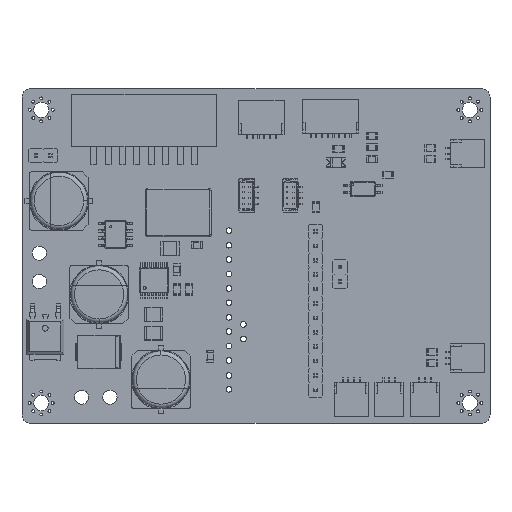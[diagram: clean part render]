
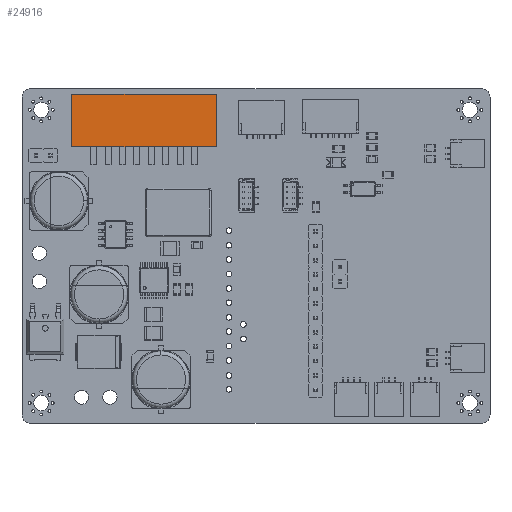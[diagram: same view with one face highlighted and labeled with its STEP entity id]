
A CAD part, top view. The second image highlights one B-rep face of the part: STEP entity #24916.
In plain terms, the highlighted planar face has unit normal (0, 0, 1).
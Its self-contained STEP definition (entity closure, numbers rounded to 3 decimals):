
#24787 = VERTEX_POINT('',#24788);
#24788 = CARTESIAN_POINT('',(-12.78,4.6,5.1));
#24794 = EDGE_CURVE('',#24787,#24795,#24797,.T.);
#24795 = VERTEX_POINT('',#24796);
#24796 = CARTESIAN_POINT('',(12.78,4.6,5.1));
#24797 = LINE('',#24798,#24799);
#24798 = CARTESIAN_POINT('',(-12.78,4.6,5.1));
#24799 = VECTOR('',#24800,1.);
#24800 = DIRECTION('',(1.,0.,0.));
#24825 = EDGE_CURVE('',#24795,#24826,#24828,.T.);
#24826 = VERTEX_POINT('',#24827);
#24827 = CARTESIAN_POINT('',(12.78,-4.6,5.1));
#24828 = LINE('',#24829,#24830);
#24829 = CARTESIAN_POINT('',(12.78,4.6,5.1));
#24830 = VECTOR('',#24831,1.);
#24831 = DIRECTION('',(0.,-1.,0.));
#24856 = EDGE_CURVE('',#24826,#24857,#24859,.T.);
#24857 = VERTEX_POINT('',#24858);
#24858 = CARTESIAN_POINT('',(-12.78,-4.6,5.1));
#24859 = LINE('',#24860,#24861);
#24860 = CARTESIAN_POINT('',(12.78,-4.6,5.1));
#24861 = VECTOR('',#24862,1.);
#24862 = DIRECTION('',(-1.,0.,0.));
#24887 = EDGE_CURVE('',#24857,#24787,#24888,.T.);
#24888 = LINE('',#24889,#24890);
#24889 = CARTESIAN_POINT('',(-12.78,-4.6,5.1));
#24890 = VECTOR('',#24891,1.);
#24891 = DIRECTION('',(0.,1.,0.));
#24916 = ADVANCED_FACE('',(#24917),#24923,.F.);
#24917 = FACE_BOUND('',#24918,.F.);
#24918 = EDGE_LOOP('',(#24919,#24920,#24921,#24922));
#24919 = ORIENTED_EDGE('',*,*,#24794,.T.);
#24920 = ORIENTED_EDGE('',*,*,#24825,.T.);
#24921 = ORIENTED_EDGE('',*,*,#24856,.T.);
#24922 = ORIENTED_EDGE('',*,*,#24887,.T.);
#24923 = PLANE('',#24924);
#24924 = AXIS2_PLACEMENT_3D('',#24925,#24926,#24927);
#24925 = CARTESIAN_POINT('',(0.,0.,5.1)
  );
#24926 = DIRECTION('',(-0.,-0.,-1.));
#24927 = DIRECTION('',(-1.,0.,0.));
